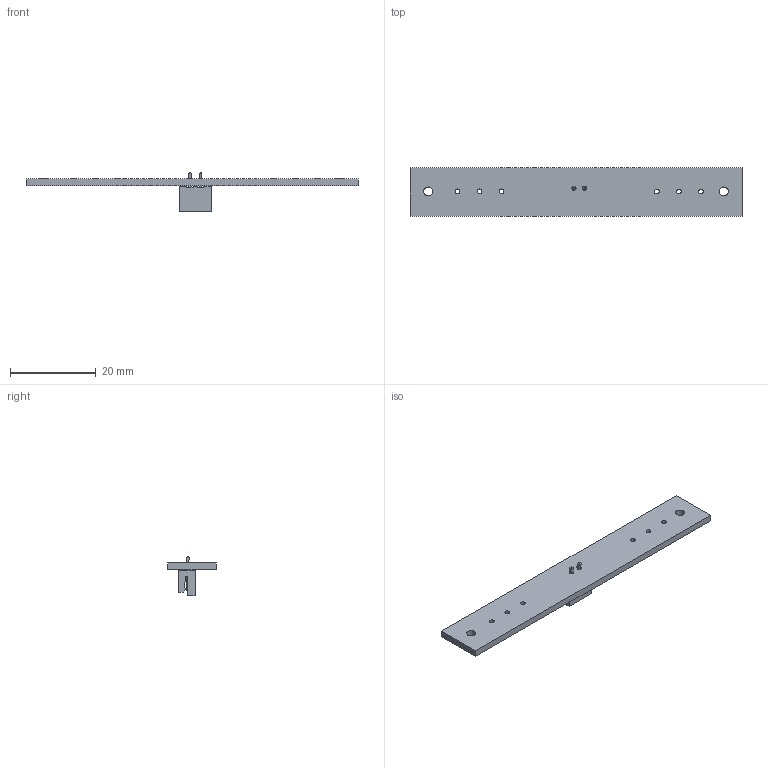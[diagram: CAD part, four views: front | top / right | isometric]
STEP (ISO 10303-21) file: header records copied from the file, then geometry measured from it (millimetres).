
FILE_DESCRIPTION(('KiCad electronic assembly'),'2;1');
FILE_NAME('bump_sensor.step','2022-01-16T12:56:00',('An Author'),( 'A Company'),'Open CASCADE STEP processor 7.5', 'KiCad to STEP converter','Unknown');
FILE_SCHEMA(('AUTOMOTIVE_DESIGN { 1 0 10303 214 1 1 1 1 }'));
Length unit declared in the file: millimetre
Products named in the file (4): Open CASCADE STEP translator 7.5 1; JST_EH_B2B-EH-A_1x02_P2.50mm_Vertical; SOLID; COMPOUND
Assembly tree (3 placements, depth 3):
  Open CASCADE STEP translator 7.5 1
    JST_EH_B2B-EH-A_1x02_P2.50mm_Vertical
      SOLID
    COMPOUND
Bounding box: 77.5 x 11.25 x 9.2 mm (x, y, z)
Volume: 1450.1 mm3; surface area: 2333.5 mm2
Topology: 2 solids, 2 shells, 98 faces, 262 edges, 172 vertices
Faces by surface type: plane 88, cylinder 10
Full cylindrical faces by diameter (mm): 1 x2, 1.1 x6, 2.1 x2
Entity records: 7166 total; most frequent: CARTESIAN_POINT 1180, DIRECTION 990, LINE 746, VECTOR 746, ORIENTED_EDGE 524, PCURVE 524, DEFINITIONAL_REPRESENTATION 524, EDGE_CURVE 262
